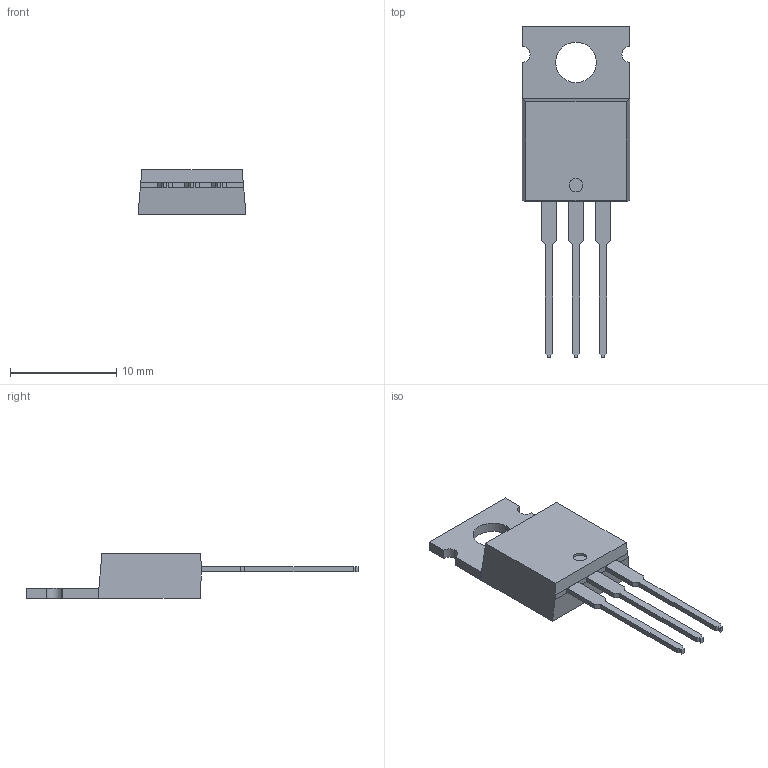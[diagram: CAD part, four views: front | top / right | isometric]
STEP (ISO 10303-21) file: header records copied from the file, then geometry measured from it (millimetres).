
FILE_DESCRIPTION (( 'STEP AP214' ), '1' );
FILE_NAME ('IRF640NPBF.STEP', '2022-06-11T12:11:50', ( '' ), ( '' ), 'SwSTEP 2.0', 'SolidWorks 2017', '' );
FILE_SCHEMA (( 'AUTOMOTIVE_DESIGN' ));
Length unit declared in the file: inch
Products named in the file (1): IRF640NPBF
Bounding box: 10.16 x 31.24 x 4.19 mm (x, y, z)
Volume: 462 mm3; surface area: 748 mm2
Topology: 5 solids, 5 shells, 76 faces, 193 edges, 128 vertices
Faces by surface type: plane 69, cylinder 7
Entity records: 2343 total; most frequent: CARTESIAN_POINT 398, ORIENTED_EDGE 386, DIRECTION 361, EDGE_CURVE 193, LINE 179, VECTOR 179, VERTEX_POINT 128, AXIS2_PLACEMENT_3D 91
